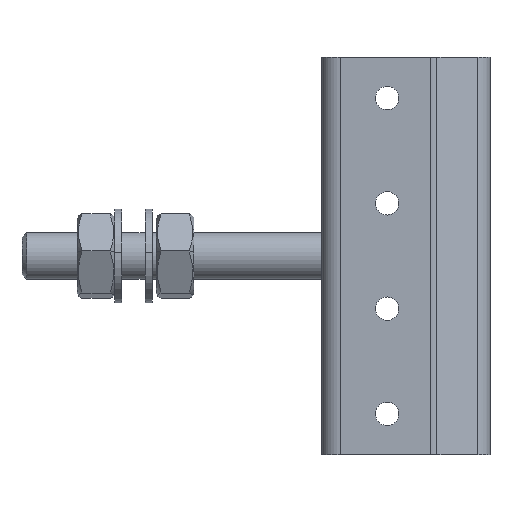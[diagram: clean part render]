
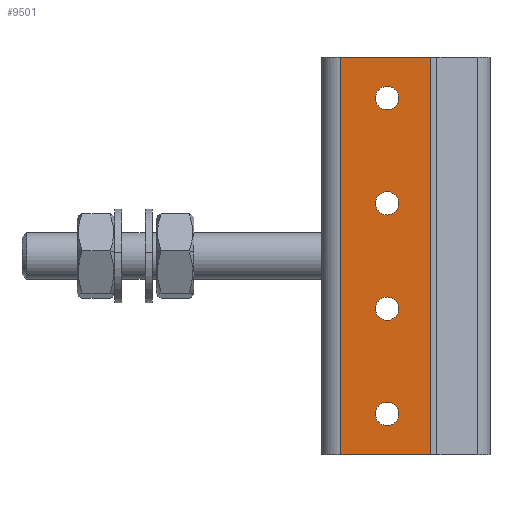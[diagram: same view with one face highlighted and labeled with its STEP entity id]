
A CAD part, left-side view. The second image highlights one B-rep face of the part: STEP entity #9501.
In plain terms, the highlighted planar face has unit normal (-1, 0, 0).
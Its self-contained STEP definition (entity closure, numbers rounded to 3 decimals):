
#91 = DIRECTION ( 'NONE',  ( 0., -1., 0. ) ) ;
#122 = EDGE_CURVE ( 'NONE', #9765, #5132, #1740, .T. ) ;
#209 = DIRECTION ( 'NONE',  ( 0., 0., -1. ) ) ;
#386 = CIRCLE ( 'NONE', #7339, 2.5 ) ;
#659 = VECTOR ( 'NONE', #4706, 1000. ) ;
#747 = ORIENTED_EDGE ( 'NONE', *, *, #10123, .T. ) ;
#783 = DIRECTION ( 'NONE',  ( 0., -1., 0. ) ) ;
#949 = ORIENTED_EDGE ( 'NONE', *, *, #5855, .F. ) ;
#1220 = EDGE_LOOP ( 'NONE', ( #4181, #949 ) ) ;
#1279 = CIRCLE ( 'NONE', #5557, 2.5 ) ;
#1622 = EDGE_CURVE ( 'NONE', #5115, #7125, #6286, .T. ) ;
#1720 = CARTESIAN_POINT ( 'NONE',  ( 23.839, -24.848, 59.3 ) ) ;
#1740 = CIRCLE ( 'NONE', #9512, 2.5 ) ;
#1920 = CARTESIAN_POINT ( 'NONE',  ( 23.839, -24.848, 59.3 ) ) ;
#2050 = ORIENTED_EDGE ( 'NONE', *, *, #122, .F. ) ;
#2068 = EDGE_CURVE ( 'NONE', #5132, #9765, #2145, .T. ) ;
#2145 = CIRCLE ( 'NONE', #4853, 2.5 ) ;
#2186 = EDGE_LOOP ( 'NONE', ( #4307, #5241 ) ) ;
#2269 = EDGE_CURVE ( 'NONE', #7125, #5115, #5195, .T. ) ;
#2276 = DIRECTION ( 'NONE',  ( -1., 0., 0. ) ) ;
#2286 = VERTEX_POINT ( 'NONE', #2875 ) ;
#2356 = AXIS2_PLACEMENT_3D ( 'NONE', #2389, #3242, #9197 ) ;
#2389 = CARTESIAN_POINT ( 'NONE',  ( 23.839, -5.553, 59.3 ) ) ;
#2590 = DIRECTION ( 'NONE',  ( -1., 0., 0. ) ) ;
#2692 = DIRECTION ( 'NONE',  ( 0., 1., 0. ) ) ;
#2727 = CARTESIAN_POINT ( 'NONE',  ( 23.839, -18.053, 5.55 ) ) ;
#2756 = CARTESIAN_POINT ( 'NONE',  ( 23.839, -15.553, 5.55 ) ) ;
#2766 = EDGE_CURVE ( 'NONE', #7294, #4034, #3074, .T. ) ;
#2852 = DIRECTION ( 'NONE',  ( 0., 0., -1. ) ) ;
#2875 = CARTESIAN_POINT ( 'NONE',  ( 23.839, -13.053, 5.55 ) ) ;
#3074 = CIRCLE ( 'NONE', #3296, 2.5 ) ;
#3088 = DIRECTION ( 'NONE',  ( 0., -1., 0. ) ) ;
#3096 = DIRECTION ( 'NONE',  ( 0., 1., 0. ) ) ;
#3242 = DIRECTION ( 'NONE',  ( -1., 0., 0. ) ) ;
#3296 = AXIS2_PLACEMENT_3D ( 'NONE', #7313, #10937, #10083 ) ;
#3533 = DIRECTION ( 'NONE',  ( -1., 0., 0. ) ) ;
#3677 = CARTESIAN_POINT ( 'NONE',  ( 23.839, -13.053, -16.95 ) ) ;
#3800 = DIRECTION ( 'NONE',  ( 0., -1., 0. ) ) ;
#4022 = CARTESIAN_POINT ( 'NONE',  ( 23.839, -15.553, 50.55 ) ) ;
#4034 = VERTEX_POINT ( 'NONE', #7395 ) ;
#4040 = CARTESIAN_POINT ( 'NONE',  ( 23.839, -18.053, -16.95 ) ) ;
#4181 = ORIENTED_EDGE ( 'NONE', *, *, #8713, .F. ) ;
#4215 = CIRCLE ( 'NONE', #9579, 2.5 ) ;
#4307 = ORIENTED_EDGE ( 'NONE', *, *, #2269, .F. ) ;
#4485 = CARTESIAN_POINT ( 'NONE',  ( 23.839, -5.553, 59.3 ) ) ;
#4487 = CARTESIAN_POINT ( 'NONE',  ( 23.839, -5.553, 59.3 ) ) ;
#4706 = DIRECTION ( 'NONE',  ( 0., 1., 0. ) ) ;
#4739 = FACE_OUTER_BOUND ( 'NONE', #10332, .T. ) ;
#4853 = AXIS2_PLACEMENT_3D ( 'NONE', #10479, #3533, #6228 ) ;
#4900 = LINE ( 'NONE', #4485, #10781 ) ;
#5099 = CARTESIAN_POINT ( 'NONE',  ( 23.839, -15.553, 5.55 ) ) ;
#5115 = VERTEX_POINT ( 'NONE', #3677 ) ;
#5132 = VERTEX_POINT ( 'NONE', #10614 ) ;
#5153 = VECTOR ( 'NONE', #209, 1000. ) ;
#5195 = CIRCLE ( 'NONE', #9659, 2.5 ) ;
#5206 = AXIS2_PLACEMENT_3D ( 'NONE', #8464, #6752, #783 ) ;
#5241 = ORIENTED_EDGE ( 'NONE', *, *, #1622, .F. ) ;
#5340 = EDGE_CURVE ( 'NONE', #5678, #9673, #10402, .T. ) ;
#5382 = DIRECTION ( 'NONE',  ( -1., 0., 0. ) ) ;
#5408 = ORIENTED_EDGE ( 'NONE', *, *, #5340, .F. ) ;
#5424 = LINE ( 'NONE', #1920, #5153 ) ;
#5557 = AXIS2_PLACEMENT_3D ( 'NONE', #4022, #2276, #3096 ) ;
#5663 = ORIENTED_EDGE ( 'NONE', *, *, #2068, .F. ) ;
#5678 = VERTEX_POINT ( 'NONE', #7480 ) ;
#5771 = PLANE ( 'NONE',  #2356 ) ;
#5855 = EDGE_CURVE ( 'NONE', #2286, #7658, #386, .T. ) ;
#5914 = ORIENTED_EDGE ( 'NONE', *, *, #6072, .T. ) ;
#5924 = VERTEX_POINT ( 'NONE', #1720 ) ;
#6011 = CARTESIAN_POINT ( 'NONE',  ( 23.839, -18.053, 50.55 ) ) ;
#6072 = EDGE_CURVE ( 'NONE', #5924, #7524, #4900, .T. ) ;
#6228 = DIRECTION ( 'NONE',  ( 0., -1., 0. ) ) ;
#6286 = CIRCLE ( 'NONE', #5206, 2.5 ) ;
#6377 = FACE_BOUND ( 'NONE', #7503, .T. ) ;
#6481 = CARTESIAN_POINT ( 'NONE',  ( 23.839, -15.553, 28.05 ) ) ;
#6752 = DIRECTION ( 'NONE',  ( -1., 0., 0. ) ) ;
#6907 = DIRECTION ( 'NONE',  ( 0., -1., 0. ) ) ;
#7125 = VERTEX_POINT ( 'NONE', #4040 ) ;
#7294 = VERTEX_POINT ( 'NONE', #6011 ) ;
#7306 = CARTESIAN_POINT ( 'NONE',  ( 23.839, -5.553, -25.7 ) ) ;
#7313 = CARTESIAN_POINT ( 'NONE',  ( 23.839, -15.553, 50.55 ) ) ;
#7339 = AXIS2_PLACEMENT_3D ( 'NONE', #5099, #2590, #91 ) ;
#7395 = CARTESIAN_POINT ( 'NONE',  ( 23.839, -13.053, 50.55 ) ) ;
#7444 = FACE_BOUND ( 'NONE', #1220, .T. ) ;
#7480 = CARTESIAN_POINT ( 'NONE',  ( 23.839, -24.848, -25.7 ) ) ;
#7503 = EDGE_LOOP ( 'NONE', ( #2050, #5663 ) ) ;
#7510 = EDGE_CURVE ( 'NONE', #5924, #5678, #5424, .T. ) ;
#7524 = VERTEX_POINT ( 'NONE', #10387 ) ;
#7596 = FACE_BOUND ( 'NONE', #2186, .T. ) ;
#7658 = VERTEX_POINT ( 'NONE', #2727 ) ;
#7670 = ORIENTED_EDGE ( 'NONE', *, *, #2766, .F. ) ;
#8283 = EDGE_LOOP ( 'NONE', ( #7670, #9128 ) ) ;
#8464 = CARTESIAN_POINT ( 'NONE',  ( 23.839, -15.553, -16.95 ) ) ;
#8713 = EDGE_CURVE ( 'NONE', #7658, #2286, #4215, .T. ) ;
#8867 = EDGE_CURVE ( 'NONE', #4034, #7294, #1279, .T. ) ;
#9058 = DIRECTION ( 'NONE',  ( -1., 0., 0. ) ) ;
#9128 = ORIENTED_EDGE ( 'NONE', *, *, #8867, .F. ) ;
#9197 = DIRECTION ( 'NONE',  ( 0., -1., 0. ) ) ;
#9501 = ADVANCED_FACE ( 'NONE', ( #10110, #7596, #6377, #7444, #4739 ), #5771, .T. ) ;
#9512 = AXIS2_PLACEMENT_3D ( 'NONE', #6481, #9058, #3088 ) ;
#9579 = AXIS2_PLACEMENT_3D ( 'NONE', #2756, #10250, #6907 ) ;
#9654 = CARTESIAN_POINT ( 'NONE',  ( 23.839, -15.553, -16.95 ) ) ;
#9656 = VECTOR ( 'NONE', #2852, 1000. ) ;
#9659 = AXIS2_PLACEMENT_3D ( 'NONE', #9654, #5382, #3800 ) ;
#9673 = VERTEX_POINT ( 'NONE', #10615 ) ;
#9765 = VERTEX_POINT ( 'NONE', #9926 ) ;
#9926 = CARTESIAN_POINT ( 'NONE',  ( 23.839, -18.053, 28.05 ) ) ;
#10049 = LINE ( 'NONE', #4487, #9656 ) ;
#10083 = DIRECTION ( 'NONE',  ( 0., 1., 0. ) ) ;
#10110 = FACE_BOUND ( 'NONE', #8283, .T. ) ;
#10123 = EDGE_CURVE ( 'NONE', #7524, #9673, #10049, .T. ) ;
#10174 = ORIENTED_EDGE ( 'NONE', *, *, #7510, .F. ) ;
#10250 = DIRECTION ( 'NONE',  ( -1., 0., 0. ) ) ;
#10332 = EDGE_LOOP ( 'NONE', ( #5408, #10174, #5914, #747 ) ) ;
#10387 = CARTESIAN_POINT ( 'NONE',  ( 23.839, -5.553, 59.3 ) ) ;
#10402 = LINE ( 'NONE', #7306, #659 ) ;
#10479 = CARTESIAN_POINT ( 'NONE',  ( 23.839, -15.553, 28.05 ) ) ;
#10614 = CARTESIAN_POINT ( 'NONE',  ( 23.839, -13.053, 28.05 ) ) ;
#10615 = CARTESIAN_POINT ( 'NONE',  ( 23.839, -5.553, -25.7 ) ) ;
#10781 = VECTOR ( 'NONE', #2692, 1000. ) ;
#10937 = DIRECTION ( 'NONE',  ( -1., 0., 0. ) ) ;
